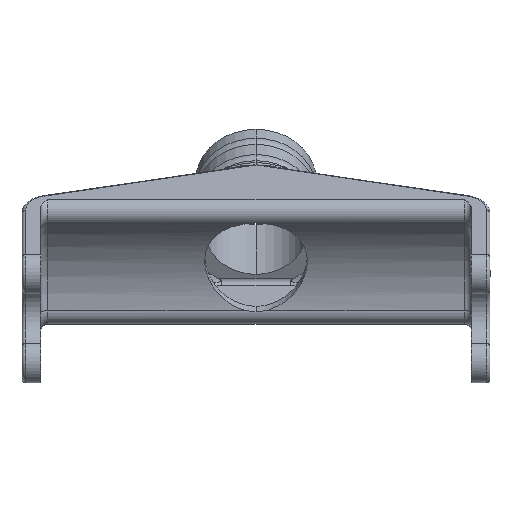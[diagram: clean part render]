
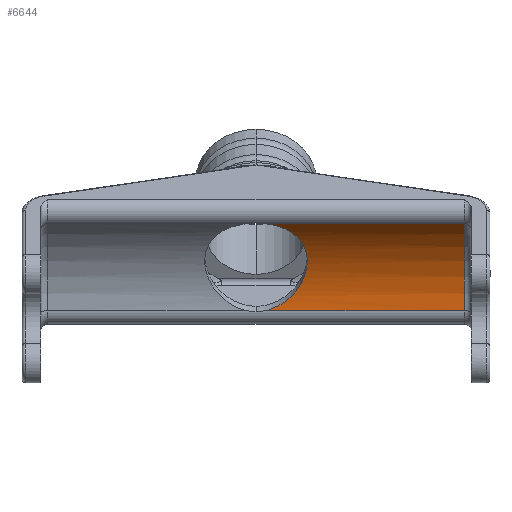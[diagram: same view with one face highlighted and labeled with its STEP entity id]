
A CAD part, front view. The second image highlights one B-rep face of the part: STEP entity #6644.
In plain terms, the highlighted cylindrical face has radius 23.671 mm (diameter 47.342 mm), a partial arc.
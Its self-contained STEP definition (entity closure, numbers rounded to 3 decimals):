
#96 = CARTESIAN_POINT ( 'NONE',  ( 4.762, 13.545, 19.413 ) ) ;
#191 = CARTESIAN_POINT ( 'NONE',  ( 8.712, 16.204, 17.263 ) ) ;
#234 = ORIENTED_EDGE ( 'NONE', *, *, #807, .T. ) ;
#287 = CARTESIAN_POINT ( 'NONE',  ( 5.904, 23.472, 3.081 ) ) ;
#471 = EDGE_CURVE ( 'NONE', #6281, #2633, #3600, .T. ) ;
#782 = CARTESIAN_POINT ( 'NONE',  ( 1.671, 23.633, 1.345 ) ) ;
#807 = EDGE_CURVE ( 'NONE', #1568, #6281, #7113, .T. ) ;
#824 = CARTESIAN_POINT ( 'NONE',  ( 10.653, 18.959, 14.187 ) ) ;
#872 = CARTESIAN_POINT ( 'NONE',  ( 10.934, 20.057, 12.575 ) ) ;
#921 = CARTESIAN_POINT ( 'NONE',  ( 4.781, 23.548, 2.415 ) ) ;
#955 = EDGE_LOOP ( 'NONE', ( #5281, #5379, #7898, #234 ) ) ;
#966 = CARTESIAN_POINT ( 'NONE',  ( 6.431, 23.42, 3.466 ) ) ;
#1188 = CARTESIAN_POINT ( 'NONE',  ( -49.279, 12.66, 20.001 ) ) ;
#1213 = FACE_OUTER_BOUND ( 'NONE', #955, .T. ) ;
#1462 = CARTESIAN_POINT ( 'NONE',  ( 10.718, 21.459, 9.995 ) ) ;
#1547 = CARTESIAN_POINT ( 'NONE',  ( 7.177, 23.312, 4.11 ) ) ;
#1568 = VERTEX_POINT ( 'NONE', #3173 ) ;
#1597 = CARTESIAN_POINT ( 'NONE',  ( 10.829, 19.517, 13.398 ) ) ;
#1637 = CARTESIAN_POINT ( 'NONE',  ( 8.093, 23.13, 5.039 ) ) ;
#1696 = CARTESIAN_POINT ( 'NONE',  ( 44.5, 0., 0. ) ) ;
#1969 = CARTESIAN_POINT ( 'NONE',  ( -49.279, 0., 0. ) ) ;
#2168 = CARTESIAN_POINT ( 'NONE',  ( 9.727, 17.383, 16.07 ) ) ;
#2210 = CARTESIAN_POINT ( 'NONE',  ( 3.887, 23.587, 1.991 ) ) ;
#2301 = CARTESIAN_POINT ( 'NONE',  ( 4.172, 13.306, 19.578 ) ) ;
#2347 = CARTESIAN_POINT ( 'NONE',  ( 10.138, 17.984, 15.394 ) ) ;
#2633 = VERTEX_POINT ( 'NONE', #7285 ) ;
#2875 = CARTESIAN_POINT ( 'NONE',  ( 10.371, 21.966, 8.826 ) ) ;
#2969 = CARTESIAN_POINT ( 'NONE',  ( 9.575, 17.184, 16.282 ) ) ;
#3018 = CARTESIAN_POINT ( 'NONE',  ( 1.671, 12.66, 20.001 ) ) ;
#3173 = CARTESIAN_POINT ( 'NONE',  ( 1.671, 12.66, 20.001 ) ) ;
#3273 = LINE ( 'NONE', #1188, #6116 ) ;
#3300 = CIRCLE ( 'NONE', #4010, 23.671 ) ;
#3548 = CARTESIAN_POINT ( 'NONE',  ( 10.48, 18.575, 14.685 ) ) ;
#3591 = CARTESIAN_POINT ( 'NONE',  ( 4.191, 23.576, 2.125 ) ) ;
#3600 = LINE ( 'NONE', #8364, #3624 ) ;
#3624 = VECTOR ( 'NONE', #6907, 1000. ) ;
#3638 = CARTESIAN_POINT ( 'NONE',  ( 7.417, 23.272, 4.335 ) ) ;
#3734 = DIRECTION ( 'NONE',  ( 1., 0., 0. ) ) ;
#3921 = DIRECTION ( 'NONE',  ( 0., 0., -1. ) ) ;
#4010 = AXIS2_PLACEMENT_3D ( 'NONE', #1696, #3734, #5109 ) ;
#4210 = CARTESIAN_POINT ( 'NONE',  ( 10.009, 17.783, 15.626 ) ) ;
#4305 = CARTESIAN_POINT ( 'NONE',  ( 10.645, 21.594, 9.7 ) ) ;
#4346 = CARTESIAN_POINT ( 'NONE',  ( 10.471, 21.848, 9.115 ) ) ;
#4915 = CARTESIAN_POINT ( 'NONE',  ( 9.752, 22.491, 7.402 ) ) ;
#4960 = CARTESIAN_POINT ( 'NONE',  ( 2.957, 12.905, 19.845 ) ) ;
#5006 = CARTESIAN_POINT ( 'NONE',  ( 10.95, 20.231, 12.293 ) ) ;
#5052 = CARTESIAN_POINT ( 'NONE',  ( 10.893, 21.037, 10.87 ) ) ;
#5109 = DIRECTION ( 'NONE',  ( 0., 0., -1. ) ) ;
#5281 = ORIENTED_EDGE ( 'NONE', *, *, #471, .T. ) ;
#5379 = ORIENTED_EDGE ( 'NONE', *, *, #6077, .T. ) ;
#5591 = CARTESIAN_POINT ( 'NONE',  ( 7.404, 15.088, 18.241 ) ) ;
#5725 = CARTESIAN_POINT ( 'NONE',  ( 8.085, 15.637, 17.773 ) ) ;
#5834 = AXIS2_PLACEMENT_3D ( 'NONE', #1969, #6776, #3921 ) ;
#5974 = CYLINDRICAL_SURFACE ( 'NONE', #5834, 23.671 ) ;
#6077 = EDGE_CURVE ( 'NONE', #2633, #6206, #3300, .T. ) ;
#6088 = CARTESIAN_POINT ( 'NONE',  ( 44.5, 12.66, 20.001 ) ) ;
#6116 = VECTOR ( 'NONE', #6655, 1000. ) ;
#6206 = VERTEX_POINT ( 'NONE', #6088 ) ;
#6261 = CARTESIAN_POINT ( 'NONE',  ( 9.084, 16.592, 16.892 ) ) ;
#6281 = VERTEX_POINT ( 'NONE', #8528 ) ;
#6305 = CARTESIAN_POINT ( 'NONE',  ( 5.053, 13.676, 19.321 ) ) ;
#6354 = CARTESIAN_POINT ( 'NONE',  ( 2.326, 12.756, 19.94 ) ) ;
#6396 = CARTESIAN_POINT ( 'NONE',  ( 2.961, 23.615, 1.636 ) ) ;
#6644 = ADVANCED_FACE ( 'NONE', ( #1213 ), #5974, .F. ) ;
#6655 = DIRECTION ( 'NONE',  ( -1., 0., 0. ) ) ;
#6776 = DIRECTION ( 'NONE',  ( 1., 0., 0. ) ) ;
#6896 = CARTESIAN_POINT ( 'NONE',  ( 10.03, 22.299, 7.965 ) ) ;
#6907 = DIRECTION ( 'NONE',  ( 1., 0., 0. ) ) ;
#6938 = CARTESIAN_POINT ( 'NONE',  ( 3.872, 13.197, 19.651 ) ) ;
#6980 = CARTESIAN_POINT ( 'NONE',  ( 7.864, 15.45, 17.935 ) ) ;
#7028 = CARTESIAN_POINT ( 'NONE',  ( 9.091, 22.823, 6.303 ) ) ;
#7074 = CARTESIAN_POINT ( 'NONE',  ( 7.875, 23.18, 4.799 ) ) ;
#7113 = B_SPLINE_CURVE_WITH_KNOTS ( 'NONE', 3,
 ( #3018, #6354, #4960, #6938, #2301, #96, #6305, #7594, #8270, #7681, #5591, #6980, #5725, #191, #6261, #2969, #2168, #4210, #2347, #3548, #824, #1597, #7729, #872, #5006, #7635, #5052, #1462, #4305, #4346, #2875, #6896, #4915, #7028, #8403, #1637, #7074, #3638, #1547, #966, #287, #8314, #921, #3591, #2210, #6396, #8452, #782 ),
 .UNSPECIFIED., .F., .F.,
 ( 4, 2, 2, 2, 2, 2, 2, 2, 2, 2, 2, 2, 2, 2, 2, 2, 2, 2, 2, 2, 2, 2, 2, 4 ),
 ( 0., 0.002, 0.003, 0.004, 0.006, 0.007, 0.008, 0.01, 0.011, 0.012, 0.014, 0.015, 0.016, 0.018, 0.019, 0.02, 0.022, 0.024, 0.025, 0.025, 0.027, 0.028, 0.029, 0.031 ),
 .UNSPECIFIED. ) ;
#7285 = CARTESIAN_POINT ( 'NONE',  ( 44.5, 23.633, 1.345 ) ) ;
#7594 = CARTESIAN_POINT ( 'NONE',  ( 5.898, 14.095, 19.02 ) ) ;
#7635 = CARTESIAN_POINT ( 'NONE',  ( 10.951, 20.731, 11.445 ) ) ;
#7642 = EDGE_CURVE ( 'NONE', #6206, #1568, #3273, .T. ) ;
#7681 = CARTESIAN_POINT ( 'NONE',  ( 7.166, 14.913, 18.384 ) ) ;
#7729 = CARTESIAN_POINT ( 'NONE',  ( 10.874, 19.699, 13.129 ) ) ;
#7898 = ORIENTED_EDGE ( 'NONE', *, *, #7642, .T. ) ;
#8270 = CARTESIAN_POINT ( 'NONE',  ( 6.426, 14.407, 18.787 ) ) ;
#8314 = CARTESIAN_POINT ( 'NONE',  ( 5.067, 23.531, 2.573 ) ) ;
#8364 = CARTESIAN_POINT ( 'NONE',  ( -49.279, 23.633, 1.345 ) ) ;
#8403 = CARTESIAN_POINT ( 'NONE',  ( 8.716, 22.96, 5.78 ) ) ;
#8452 = CARTESIAN_POINT ( 'NONE',  ( 2.326, 23.626, 1.459 ) ) ;
#8528 = CARTESIAN_POINT ( 'NONE',  ( 1.671, 23.633, 1.345 ) ) ;
